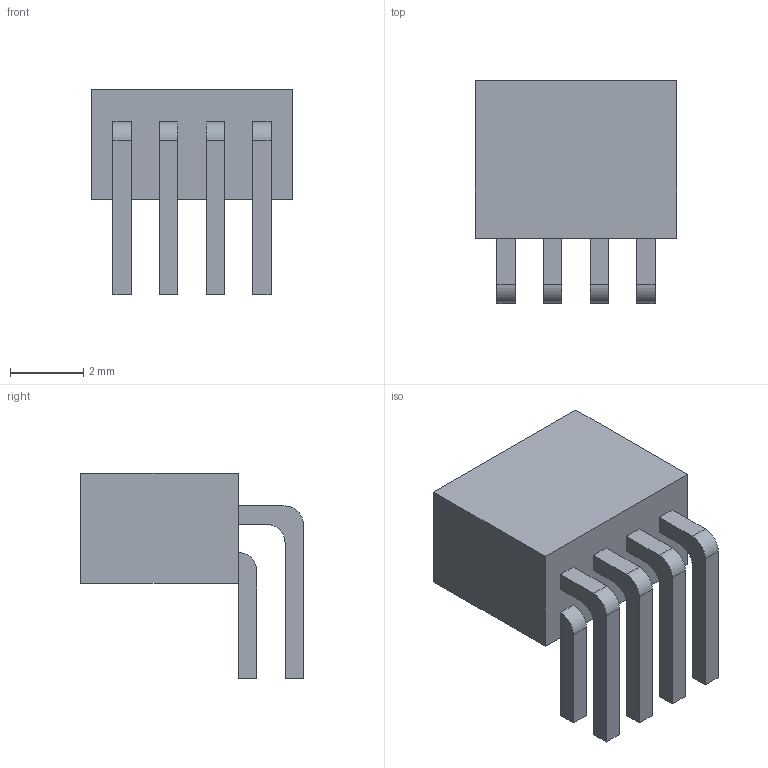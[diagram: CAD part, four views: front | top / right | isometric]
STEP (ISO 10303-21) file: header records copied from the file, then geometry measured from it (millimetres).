
FILE_DESCRIPTION(/* description */ (''),/* implementation_level */ '2;1');
FILE_NAME(/* name */ '1.27mm 4X2 right angle v0.step',/* time_stamp */ '2023-08-12T11:51:30+02:00',/* author */ (''),/* organization */ (''),/* preprocessor_version */ 'ST-DEVELOPER v20',/* originating_system */ 'Autodesk Translation Framework v12.9.0.99',/* authorisation */ '');
FILE_SCHEMA (('AUTOMOTIVE_DESIGN { 1 0 10303 214 3 1 1 }'));
Length unit declared in the file: millimetre
Products named in the file (1): 1.27mm 4X2 right angle
Bounding box: 5.48 x 6.07 x 5.6 mm (x, y, z)
Volume: 66.2 mm3; surface area: 252.6 mm2
Topology: 9 solids, 9 shells, 110 faces, 252 edges, 168 vertices
Faces by surface type: plane 98, cylinder 12
Entity records: 3099 total; most frequent: CARTESIAN_POINT 531, ORIENTED_EDGE 504, DIRECTION 498, EDGE_CURVE 252, LINE 228, VECTOR 228, VERTEX_POINT 168, AXIS2_PLACEMENT_3D 135
